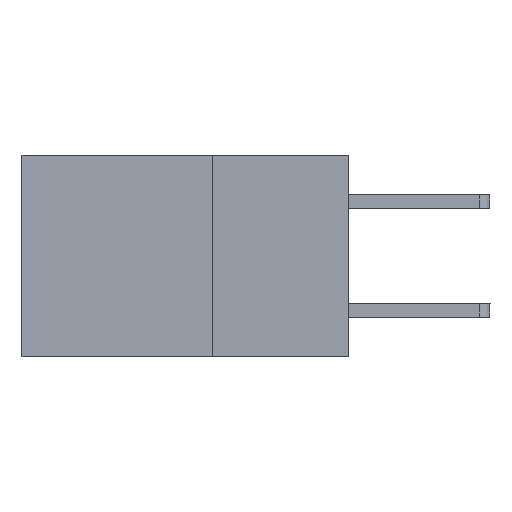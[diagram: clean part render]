
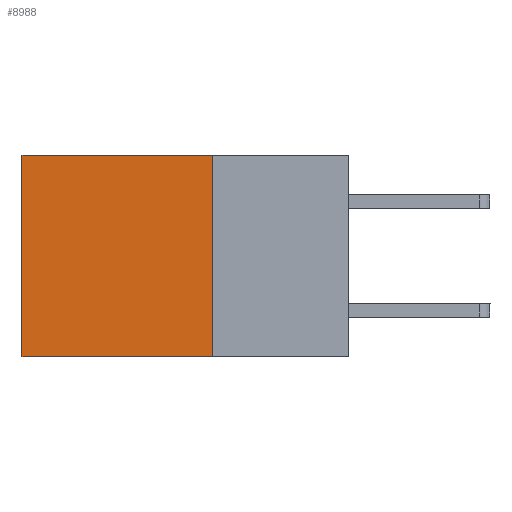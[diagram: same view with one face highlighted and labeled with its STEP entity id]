
A CAD part, left-side view. The second image highlights one B-rep face of the part: STEP entity #8988.
In plain terms, the highlighted planar face has unit normal (-1, 0, 0).
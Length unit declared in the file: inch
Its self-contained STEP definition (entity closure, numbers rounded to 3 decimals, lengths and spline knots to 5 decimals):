
#78 = EDGE_CURVE ( 'NONE', #9369, #2252, #5162, .T. ) ;
#142 = DIRECTION ( 'NONE',  ( 0., 1., 0. ) ) ;
#381 = VECTOR ( 'NONE', #142, 39.37008 ) ;
#703 = PLANE ( 'NONE',  #3535 ) ;
#783 = VERTEX_POINT ( 'NONE', #1229 ) ;
#895 = DIRECTION ( 'NONE',  ( 0., 0., -1. ) ) ;
#1121 = EDGE_CURVE ( 'NONE', #9369, #7863, #3637, .T. ) ;
#1146 = CARTESIAN_POINT ( 'NONE',  ( 0.2615, 0.6, -0.37 ) ) ;
#1229 = CARTESIAN_POINT ( 'NONE',  ( 0.2615, 0.6, -0.37 ) ) ;
#1589 = CARTESIAN_POINT ( 'NONE',  ( 0.2615, 0.25, -0.37 ) ) ;
#1757 = EDGE_CURVE ( 'NONE', #7863, #783, #7832, .T. ) ;
#2178 = ORIENTED_EDGE ( 'NONE', *, *, #1757, .T. ) ;
#2252 = VERTEX_POINT ( 'NONE', #5507 ) ;
#2497 = DIRECTION ( 'NONE',  ( 0., 0., -1. ) ) ;
#2859 = DIRECTION ( 'NONE',  ( 0., 1., 0. ) ) ;
#3288 = LINE ( 'NONE', #8133, #381 ) ;
#3535 = AXIS2_PLACEMENT_3D ( 'NONE', #1589, #7213, #2497 ) ;
#3637 = LINE ( 'NONE', #8611, #9072 ) ;
#4164 = ORIENTED_EDGE ( 'NONE', *, *, #78, .F. ) ;
#4455 = EDGE_CURVE ( 'NONE', #2252, #783, #3288, .T. ) ;
#5162 = LINE ( 'NONE', #7857, #8661 ) ;
#5507 = CARTESIAN_POINT ( 'NONE',  ( 0.2615, 0.25, -0.37 ) ) ;
#5544 = DIRECTION ( 'NONE',  ( 0., 0., -1. ) ) ;
#6426 = VECTOR ( 'NONE', #895, 39.37008 ) ;
#6736 = ORIENTED_EDGE ( 'NONE', *, *, #4455, .F. ) ;
#7213 = DIRECTION ( 'NONE',  ( 1., 0., 0. ) ) ;
#7576 = ORIENTED_EDGE ( 'NONE', *, *, #1121, .T. ) ;
#7832 = LINE ( 'NONE', #1146, #6426 ) ;
#7857 = CARTESIAN_POINT ( 'NONE',  ( 0.2615, 0.25, -0.37 ) ) ;
#7863 = VERTEX_POINT ( 'NONE', #7870 ) ;
#7870 = CARTESIAN_POINT ( 'NONE',  ( 0.2615, 0.6, 0. ) ) ;
#8133 = CARTESIAN_POINT ( 'NONE',  ( 0.2615, 0.25, -0.37 ) ) ;
#8195 = FACE_OUTER_BOUND ( 'NONE', #9788, .T. ) ;
#8611 = CARTESIAN_POINT ( 'NONE',  ( 0.2615, 0.25, 0. ) ) ;
#8661 = VECTOR ( 'NONE', #5544, 39.37008 ) ;
#8823 = CARTESIAN_POINT ( 'NONE',  ( 0.2615, 0.25, 0. ) ) ;
#8988 = ADVANCED_FACE ( 'NONE', ( #8195 ), #703, .F. ) ;
#9072 = VECTOR ( 'NONE', #2859, 39.37008 ) ;
#9369 = VERTEX_POINT ( 'NONE', #8823 ) ;
#9788 = EDGE_LOOP ( 'NONE', ( #2178, #6736, #4164, #7576 ) ) ;
